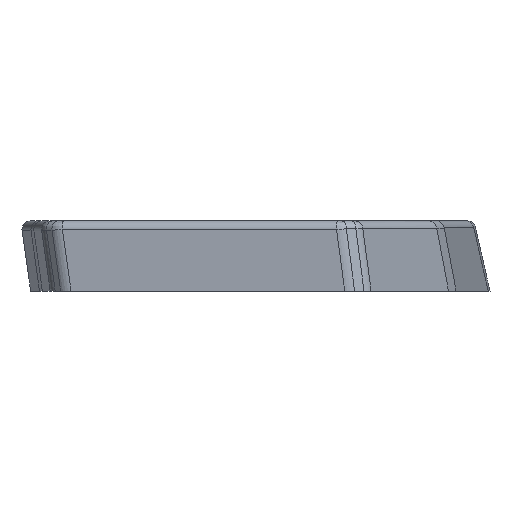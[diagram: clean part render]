
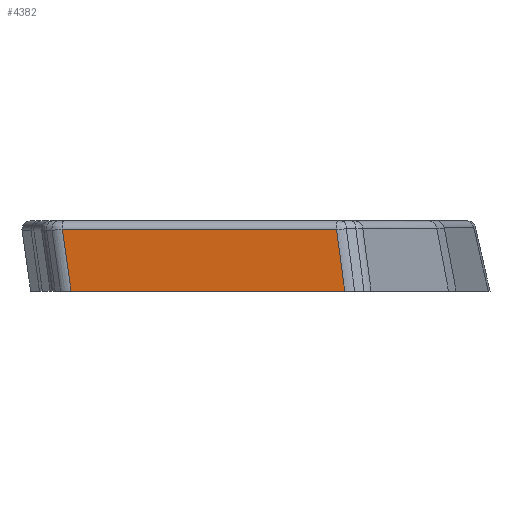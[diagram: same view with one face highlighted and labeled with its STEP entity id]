
A CAD part, left-side view. The second image highlights one B-rep face of the part: STEP entity #4382.
In plain terms, the highlighted planar face has unit normal (-0.995, 0.102, 0).
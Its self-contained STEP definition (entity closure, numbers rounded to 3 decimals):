
#265=PLANE('',#4768);
#465=FACE_OUTER_BOUND('',#718,.T.);
#718=EDGE_LOOP('',(#3535,#3536,#3537,#3538));
#1062=LINE('',#6755,#1496);
#1099=LINE('',#7037,#1533);
#1100=LINE('',#7041,#1534);
#1101=LINE('',#7042,#1535);
#1496=VECTOR('',#5467,10.);
#1533=VECTOR('',#5650,10.);
#1534=VECTOR('',#5655,10.);
#1535=VECTOR('',#5656,10.);
#2020=VERTEX_POINT('',#6749);
#2021=VERTEX_POINT('',#6753);
#2069=VERTEX_POINT('',#7036);
#2070=VERTEX_POINT('',#7040);
#2526=EDGE_CURVE('',#2020,#2021,#1062,.T.);
#2608=EDGE_CURVE('',#2021,#2069,#1099,.T.);
#2610=EDGE_CURVE('',#2070,#2020,#1100,.T.);
#2611=EDGE_CURVE('',#2069,#2070,#1101,.T.);
#3535=ORIENTED_EDGE('',*,*,#2526,.F.);
#3536=ORIENTED_EDGE('',*,*,#2610,.F.);
#3537=ORIENTED_EDGE('',*,*,#2611,.F.);
#3538=ORIENTED_EDGE('',*,*,#2608,.F.);
#4382=ADVANCED_FACE('',(#465),#265,.T.);
#4768=AXIS2_PLACEMENT_3D('',#7039,#5653,#5654);
#5467=DIRECTION('',(-0.102,-0.995,0.));
#5650=DIRECTION('',(-0.014,-0.132,-0.991));
#5653=DIRECTION('center_axis',(-0.995,0.102,0.));
#5654=DIRECTION('ref_axis',(-0.102,-0.995,0.));
#5655=DIRECTION('',(0.014,0.141,0.99));
#5656=DIRECTION('',(0.102,0.995,0.));
#6749=CARTESIAN_POINT('',(7.328,-7.345,9.549));
#6753=CARTESIAN_POINT('',(0.691,-71.882,9.549));
#6755=CARTESIAN_POINT('',(5.763,-22.558,9.549));
#7036=CARTESIAN_POINT('',(0.492,-73.816,-4.951));
#7037=CARTESIAN_POINT('',(0.611,-72.66,3.717));
#7039=CARTESIAN_POINT('Origin',(7.576,-4.933,-1.951));
#7040=CARTESIAN_POINT('',(7.116,-9.404,-4.951));
#7041=CARTESIAN_POINT('',(7.171,-8.87,-1.19));
#7042=CARTESIAN_POINT('',(0.114,-77.497,-4.951));
